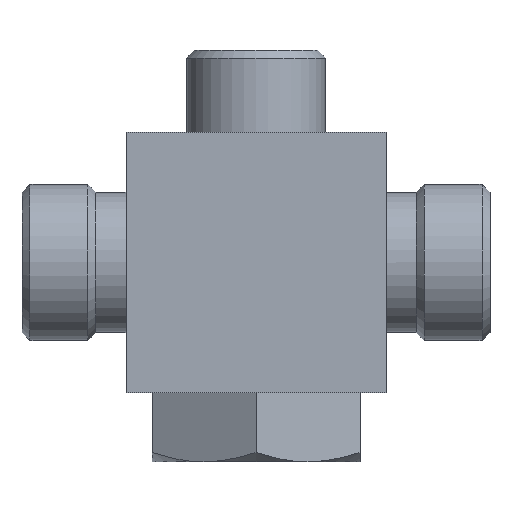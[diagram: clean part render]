
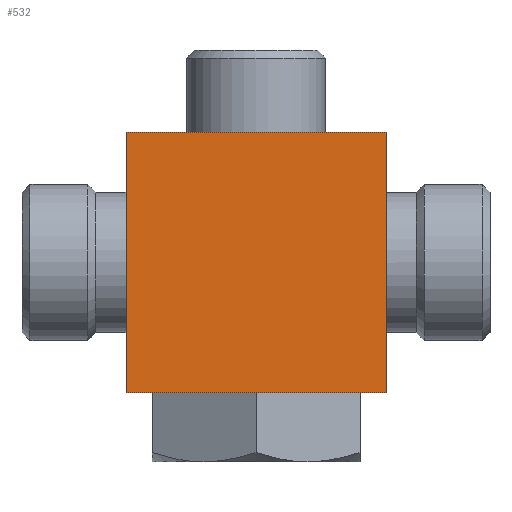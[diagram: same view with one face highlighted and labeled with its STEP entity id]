
A CAD part, front view. The second image highlights one B-rep face of the part: STEP entity #532.
In plain terms, the highlighted planar face has unit normal (0, -1, 0).
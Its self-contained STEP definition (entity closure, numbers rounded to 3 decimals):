
#46=LINE('',#833,#70);
#49=LINE('',#839,#73);
#50=LINE('',#841,#74);
#51=LINE('',#843,#75);
#70=VECTOR('',#668,1000.);
#73=VECTOR('',#673,1000.);
#74=VECTOR('',#674,1000.);
#75=VECTOR('',#675,1000.);
#94=PLANE('',#589);
#121=ORIENTED_EDGE('',*,*,#253,.T.);
#122=ORIENTED_EDGE('',*,*,#254,.F.);
#123=ORIENTED_EDGE('',*,*,#255,.F.);
#124=ORIENTED_EDGE('',*,*,#250,.T.);
#250=EDGE_CURVE('',#317,#316,#46,.T.);
#253=EDGE_CURVE('',#316,#319,#49,.T.);
#254=EDGE_CURVE('',#320,#319,#50,.T.);
#255=EDGE_CURVE('',#317,#320,#51,.T.);
#316=VERTEX_POINT('',#832);
#317=VERTEX_POINT('',#834);
#319=VERTEX_POINT('',#840);
#320=VERTEX_POINT('',#842);
#393=EDGE_LOOP('',(#121,#122,#123,#124));
#459=FACE_BOUND('',#393,.T.);
#532=ADVANCED_FACE('',(#459),#94,.F.);
#589=AXIS2_PLACEMENT_3D('',#838,#671,#672);
#668=DIRECTION('',(0.,0.,-1.));
#671=DIRECTION('',(0.,1.,0.));
#672=DIRECTION('',(0.,0.,1.));
#673=DIRECTION('',(1.,0.,0.));
#674=DIRECTION('',(0.,0.,-1.));
#675=DIRECTION('',(1.,0.,0.));
#832=CARTESIAN_POINT('',(-15.,-15.,-29.));
#833=CARTESIAN_POINT('',(-15.,-15.,1.));
#834=CARTESIAN_POINT('',(-15.,-15.,1.));
#838=CARTESIAN_POINT('',(-15.,-15.,1.));
#839=CARTESIAN_POINT('',(-15.,-15.,-29.));
#840=CARTESIAN_POINT('',(15.,-15.,-29.));
#841=CARTESIAN_POINT('',(15.,-15.,1.));
#842=CARTESIAN_POINT('',(15.,-15.,1.));
#843=CARTESIAN_POINT('',(-15.,-15.,1.));
